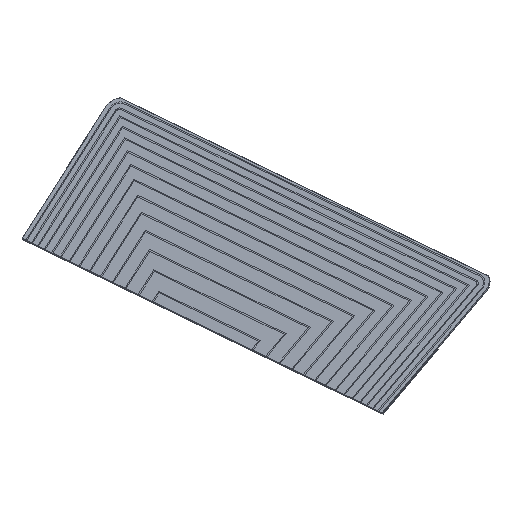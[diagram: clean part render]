
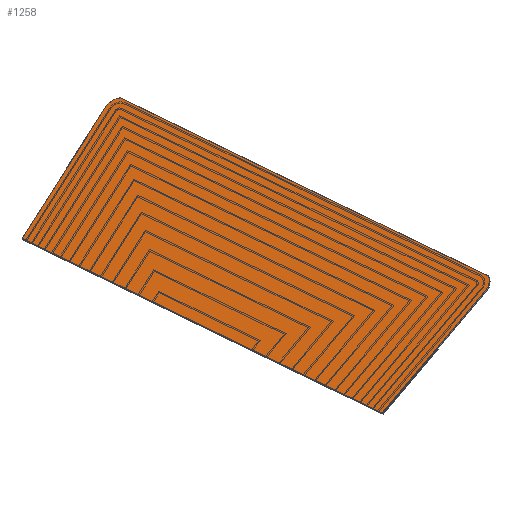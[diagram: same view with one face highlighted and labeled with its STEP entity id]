
A CAD part, isometric view. The second image highlights one B-rep face of the part: STEP entity #1258.
In plain terms, the highlighted planar face has unit normal (-0.466, -0.041, 0.884).
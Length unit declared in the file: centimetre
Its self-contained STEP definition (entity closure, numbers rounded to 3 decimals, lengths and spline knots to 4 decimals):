
#1258=ADVANCED_FACE('',(#1451),#1452,.F.);
#1451=FACE_OUTER_BOUND('',#1798,.T.);
#1452=PLANE('',#1799);
#1798=EDGE_LOOP('',(#2231,#2232,#2233,#2234,#2235,#2236));
#1799=AXIS2_PLACEMENT_3D('',#2237,#2238,#2239);
#2231=ORIENTED_EDGE('',*,*,#3482,.T.);
#2232=ORIENTED_EDGE('',*,*,#3492,.F.);
#2233=ORIENTED_EDGE('',*,*,#3493,.T.);
#2234=ORIENTED_EDGE('',*,*,#3494,.T.);
#2235=ORIENTED_EDGE('',*,*,#3488,.T.);
#2236=ORIENTED_EDGE('',*,*,#3495,.F.);
#2237=CARTESIAN_POINT('',(629.3208,54.5546,-466.6054));
#2238=DIRECTION('',(0.466,0.041,-0.884));
#2239=DIRECTION('',(0.,-0.999,-0.046));
#3482=EDGE_CURVE('',#3916,#3917,#3918,.T.);
#3488=EDGE_CURVE('',#3929,#3927,#3930,.T.);
#3492=EDGE_CURVE('',#3934,#3917,#3936,.T.);
#3493=EDGE_CURVE('',#3934,#3937,#3938,.T.);
#3494=EDGE_CURVE('',#3937,#3929,#3939,.T.);
#3495=EDGE_CURVE('',#3916,#3927,#3940,.T.);
#3916=VERTEX_POINT('',#4632);
#3917=VERTEX_POINT('',#4633);
#3918=LINE('',#4634,#4635);
#3927=VERTEX_POINT('',#4648);
#3929=VERTEX_POINT('',#4651);
#3930=LINE('',#4652,#4653);
#3934=VERTEX_POINT('',#4658);
#3936=ELLIPSE('',#4661,3.4734,3.4705);
#3937=VERTEX_POINT('',#4662);
#3938=LINE('',#4663,#4664);
#3939=LINE('',#4665,#4666);
#3940=ELLIPSE('',#4667,3.4734,3.4705);
#4632=CARTESIAN_POINT('',(633.3492,3.4395,-466.8394));
#4633=CARTESIAN_POINT('',(624.412,105.5927,-466.8394));
#4634=CARTESIAN_POINT('',(628.8587,54.7661,-466.8394));
#4635=VECTOR('',#5670,1.0);
#4648=CARTESIAN_POINT('',(630.6442,1.5295,-468.3549));
#4651=CARTESIAN_POINT('',(599.4793,1.5295,-484.7997));
#4652=CARTESIAN_POINT('',(480.4971,1.5295,-547.5832));
#4653=VECTOR('',#5676,0.001);
#4658=CARTESIAN_POINT('',(621.4164,107.0039,-468.3549));
#4661=AXIS2_PLACEMENT_3D('',#5682,#5683,#5684);
#4662=CARTESIAN_POINT('',(590.725,101.5922,-484.7997));
#4663=CARTESIAN_POINT('',(473.5841,80.9371,-547.5651));
#4664=VECTOR('',#5685,0.001);
#4665=CARTESIAN_POINT('',(595.0584,52.0609,-484.7997));
#4666=VECTOR('',#5686,0.001);
#4667=AXIS2_PLACEMENT_3D('',#5687,#5688,#5689);
#5670=DIRECTION('',(-0.087,0.996,0.));
#5676=DIRECTION('',(0.884,-0.0,0.467));
#5682=CARTESIAN_POINT('',(621.9535,103.5746,-468.2298));
#5683=DIRECTION('',(0.466,0.041,-0.884));
#5684=DIRECTION('',(0.087,-0.996,0.));
#5685=DIRECTION('',(-0.871,-0.154,-0.467));
#5686=DIRECTION('',(0.087,-0.996,0.));
#5687=CARTESIAN_POINT('',(630.5777,5.0,-468.2298));
#5688=DIRECTION('',(0.466,0.041,-0.884));
#5689=DIRECTION('',(0.087,-0.996,0.));
